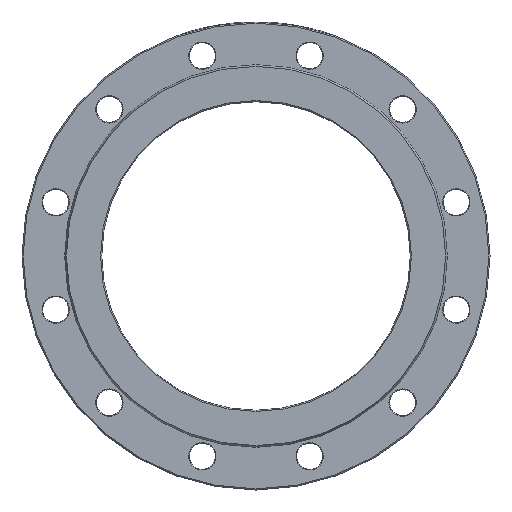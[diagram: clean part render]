
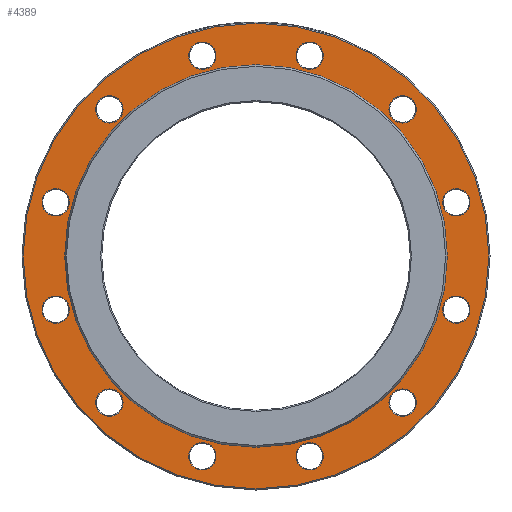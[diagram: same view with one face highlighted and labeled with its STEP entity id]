
A CAD part, left-side view. The second image highlights one B-rep face of the part: STEP entity #4389.
In plain terms, the highlighted planar face has unit normal (-1, 0, 0).
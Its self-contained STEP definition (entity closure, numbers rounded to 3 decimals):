
#1 = CARTESIAN_POINT ( 'NONE',  ( 3., -45.293, 169.037 ) ) ;
#63 = AXIS2_PLACEMENT_3D ( 'NONE', #1400, #4861, #4139 ) ;
#79 = CARTESIAN_POINT ( 'NONE',  ( 3., 123.744, 123.744 ) ) ;
#99 = DIRECTION ( 'NONE',  ( 1., 0., 0. ) ) ;
#140 = CARTESIAN_POINT ( 'NONE',  ( 3., -45.293, -169.037 ) ) ;
#152 = EDGE_LOOP ( 'NONE', ( #319 ) ) ;
#164 = CIRCLE ( 'NONE', #990, 11.5 ) ;
#274 = CIRCLE ( 'NONE', #2428, 11.5 ) ;
#279 = CIRCLE ( 'NONE', #6005, 11.5 ) ;
#309 = CARTESIAN_POINT ( 'NONE',  ( 3., -169.037, 45.293 ) ) ;
#319 = ORIENTED_EDGE ( 'NONE', *, *, #1946, .T. ) ;
#390 = CIRCLE ( 'NONE', #5307, 11.5 ) ;
#400 = FACE_BOUND ( 'NONE', #4177, .T. ) ;
#497 = DIRECTION ( 'NONE',  ( 0., 0.5, -0.866 ) ) ;
#500 = ORIENTED_EDGE ( 'NONE', *, *, #4345, .T. ) ;
#506 = ORIENTED_EDGE ( 'NONE', *, *, #3395, .T. ) ;
#586 = DIRECTION ( 'NONE',  ( 0., 0., -1. ) ) ;
#653 = DIRECTION ( 'NONE',  ( 1., 0., 0. ) ) ;
#681 = DIRECTION ( 'NONE',  ( -1., 0., 0. ) ) ;
#730 = CARTESIAN_POINT ( 'NONE',  ( 3., -174.787, -35.334 ) ) ;
#731 = FACE_BOUND ( 'NONE', #152, .T. ) ;
#762 = PLANE ( 'NONE',  #63 ) ;
#787 = DIRECTION ( 'NONE',  ( 1., 0., 0. ) ) ;
#795 = CARTESIAN_POINT ( 'NONE',  ( 3., -35.334, 174.787 ) ) ;
#822 = ORIENTED_EDGE ( 'NONE', *, *, #5511, .T. ) ;
#946 = FACE_BOUND ( 'NONE', #5037, .T. ) ;
#990 = AXIS2_PLACEMENT_3D ( 'NONE', #5534, #5147, #4545 ) ;
#1055 = DIRECTION ( 'NONE',  ( 1., 0., 0. ) ) ;
#1059 = VERTEX_POINT ( 'NONE', #2567 ) ;
#1098 = AXIS2_PLACEMENT_3D ( 'NONE', #3652, #1258, #5303 ) ;
#1151 = CARTESIAN_POINT ( 'NONE',  ( 3., -123.744, -123.744 ) ) ;
#1174 = EDGE_LOOP ( 'NONE', ( #3189 ) ) ;
#1195 = EDGE_LOOP ( 'NONE', ( #2235 ) ) ;
#1215 = DIRECTION ( 'NONE',  ( 0., 1., 0. ) ) ;
#1258 = DIRECTION ( 'NONE',  ( 1., 0., 0. ) ) ;
#1400 = CARTESIAN_POINT ( 'NONE',  ( 3., 161.463, 0. ) ) ;
#1422 = DIRECTION ( 'NONE',  ( 0., 0., 1. ) ) ;
#1608 = AXIS2_PLACEMENT_3D ( 'NONE', #3383, #3867, #2699 ) ;
#1667 = VERTEX_POINT ( 'NONE', #2050 ) ;
#1699 = VERTEX_POINT ( 'NONE', #730 ) ;
#1730 = CIRCLE ( 'NONE', #5403, 161.463 ) ;
#1733 = CARTESIAN_POINT ( 'NONE',  ( 3., -133.703, -117.994 ) ) ;
#1758 = EDGE_CURVE ( 'NONE', #4110, #4110, #3573, .T. ) ;
#1763 = CARTESIAN_POINT ( 'NONE',  ( 3., 133.703, 117.994 ) ) ;
#1767 = DIRECTION ( 'NONE',  ( 0., -0.866, -0.5 ) ) ;
#1793 = ORIENTED_EDGE ( 'NONE', *, *, #2378, .T. ) ;
#1878 = DIRECTION ( 'NONE',  ( 1., 0., 0. ) ) ;
#1946 = EDGE_CURVE ( 'NONE', #5914, #5914, #2554, .T. ) ;
#1980 = CARTESIAN_POINT ( 'NONE',  ( 3., 45.293, 169.037 ) ) ;
#1991 = EDGE_LOOP ( 'NONE', ( #822 ) ) ;
#2023 = EDGE_CURVE ( 'NONE', #1667, #1667, #2347, .T. ) ;
#2050 = CARTESIAN_POINT ( 'NONE',  ( 3., 56.793, 169.037 ) ) ;
#2121 = AXIS2_PLACEMENT_3D ( 'NONE', #79, #5872, #4547 ) ;
#2179 = FACE_BOUND ( 'NONE', #5268, .T. ) ;
#2180 = CARTESIAN_POINT ( 'NONE',  ( 3., 45.293, -169.037 ) ) ;
#2235 = ORIENTED_EDGE ( 'NONE', *, *, #1758, .T. ) ;
#2246 = VERTEX_POINT ( 'NONE', #1763 ) ;
#2347 = CIRCLE ( 'NONE', #3789, 11.5 ) ;
#2378 = EDGE_CURVE ( 'NONE', #1059, #1059, #390, .T. ) ;
#2428 = AXIS2_PLACEMENT_3D ( 'NONE', #1, #99, #3502 ) ;
#2441 = EDGE_LOOP ( 'NONE', ( #5142 ) ) ;
#2554 = CIRCLE ( 'NONE', #5817, 11.5 ) ;
#2567 = CARTESIAN_POINT ( 'NONE',  ( 3., -56.793, -169.037 ) ) ;
#2697 = VERTEX_POINT ( 'NONE', #4209 ) ;
#2699 = DIRECTION ( 'NONE',  ( 0., -0.5, -0.866 ) ) ;
#2705 = EDGE_LOOP ( 'NONE', ( #4689 ) ) ;
#2783 = EDGE_CURVE ( 'NONE', #5976, #5976, #1730, .T. ) ;
#2835 = EDGE_LOOP ( 'NONE', ( #1793 ) ) ;
#2879 = ORIENTED_EDGE ( 'NONE', *, *, #5598, .T. ) ;
#2911 = ORIENTED_EDGE ( 'NONE', *, *, #5815, .T. ) ;
#2914 = FACE_BOUND ( 'NONE', #1195, .T. ) ;
#2931 = CARTESIAN_POINT ( 'NONE',  ( 3., 0., 0. ) ) ;
#2969 = AXIS2_PLACEMENT_3D ( 'NONE', #2180, #4721, #1767 ) ;
#3025 = CARTESIAN_POINT ( 'NONE',  ( 3., 174.787, 35.334 ) ) ;
#3041 = CARTESIAN_POINT ( 'NONE',  ( 3., 0., 0. ) ) ;
#3055 = CARTESIAN_POINT ( 'NONE',  ( 3., 35.334, -174.787 ) ) ;
#3184 = CARTESIAN_POINT ( 'NONE',  ( 3., 169.037, -56.793 ) ) ;
#3189 = ORIENTED_EDGE ( 'NONE', *, *, #2783, .F. ) ;
#3215 = FACE_BOUND ( 'NONE', #1174, .T. ) ;
#3350 = AXIS2_PLACEMENT_3D ( 'NONE', #4653, #1878, #5160 ) ;
#3383 = CARTESIAN_POINT ( 'NONE',  ( 3., 123.744, -123.744 ) ) ;
#3395 = EDGE_CURVE ( 'NONE', #3620, #3620, #6098, .T. ) ;
#3399 = EDGE_LOOP ( 'NONE', ( #5835 ) ) ;
#3400 = EDGE_LOOP ( 'NONE', ( #506 ) ) ;
#3437 = ORIENTED_EDGE ( 'NONE', *, *, #4311, .T. ) ;
#3502 = DIRECTION ( 'NONE',  ( 0., 0.866, 0.5 ) ) ;
#3573 = CIRCLE ( 'NONE', #2969, 11.5 ) ;
#3620 = VERTEX_POINT ( 'NONE', #3691 ) ;
#3645 = DIRECTION ( 'NONE',  ( 0., 0., 1. ) ) ;
#3651 = VERTEX_POINT ( 'NONE', #1733 ) ;
#3652 = CARTESIAN_POINT ( 'NONE',  ( 3., 169.037, -45.293 ) ) ;
#3691 = CARTESIAN_POINT ( 'NONE',  ( 3., 0., -196.5 ) ) ;
#3722 = FACE_OUTER_BOUND ( 'NONE', #3400, .T. ) ;
#3726 = EDGE_LOOP ( 'NONE', ( #2879 ) ) ;
#3789 = AXIS2_PLACEMENT_3D ( 'NONE', #1980, #4996, #1215 ) ;
#3790 = CARTESIAN_POINT ( 'NONE',  ( 3., -117.994, 133.703 ) ) ;
#3841 = FACE_BOUND ( 'NONE', #1991, .T. ) ;
#3867 = DIRECTION ( 'NONE',  ( 1., 0., 0. ) ) ;
#3949 = DIRECTION ( 'NONE',  ( -1., 0., 0. ) ) ;
#3957 = AXIS2_PLACEMENT_3D ( 'NONE', #3041, #681, #586 ) ;
#3971 = CARTESIAN_POINT ( 'NONE',  ( 3., 169.037, 45.293 ) ) ;
#4103 = DIRECTION ( 'NONE',  ( 1., 0., 0. ) ) ;
#4110 = VERTEX_POINT ( 'NONE', #3055 ) ;
#4139 = DIRECTION ( 'NONE',  ( 0., 0., -1. ) ) ;
#4173 = FACE_BOUND ( 'NONE', #2835, .T. ) ;
#4177 = EDGE_LOOP ( 'NONE', ( #3437 ) ) ;
#4183 = AXIS2_PLACEMENT_3D ( 'NONE', #1151, #653, #5025 ) ;
#4209 = CARTESIAN_POINT ( 'NONE',  ( 3., 117.994, -133.703 ) ) ;
#4211 = FACE_BOUND ( 'NONE', #6114, .T. ) ;
#4311 = EDGE_CURVE ( 'NONE', #2697, #2697, #4582, .T. ) ;
#4345 = EDGE_CURVE ( 'NONE', #4747, #4747, #4378, .T. ) ;
#4351 = EDGE_CURVE ( 'NONE', #4652, #4652, #4684, .T. ) ;
#4378 = CIRCLE ( 'NONE', #1098, 11.5 ) ;
#4389 = ADVANCED_FACE ( 'NONE', ( #731, #3841, #5755, #5642, #5609, #2179, #946, #5782, #4173, #2914, #400, #4211, #3722, #3215 ), #762, .F. ) ;
#4491 = CIRCLE ( 'NONE', #4183, 11.5 ) ;
#4545 = DIRECTION ( 'NONE',  ( 0., -0.5, 0.866 ) ) ;
#4547 = DIRECTION ( 'NONE',  ( 0., 0.866, -0.5 ) ) ;
#4578 = EDGE_CURVE ( 'NONE', #1699, #1699, #164, .T. ) ;
#4582 = CIRCLE ( 'NONE', #1608, 11.5 ) ;
#4622 = VERTEX_POINT ( 'NONE', #795 ) ;
#4652 = VERTEX_POINT ( 'NONE', #3790 ) ;
#4653 = CARTESIAN_POINT ( 'NONE',  ( 3., -123.744, 123.744 ) ) ;
#4684 = CIRCLE ( 'NONE', #3350, 11.5 ) ;
#4689 = ORIENTED_EDGE ( 'NONE', *, *, #2023, .T. ) ;
#4721 = DIRECTION ( 'NONE',  ( 1., 0., 0. ) ) ;
#4747 = VERTEX_POINT ( 'NONE', #3184 ) ;
#4809 = EDGE_CURVE ( 'NONE', #4622, #4622, #274, .T. ) ;
#4861 = DIRECTION ( 'NONE',  ( 1., 0., 0. ) ) ;
#4888 = CIRCLE ( 'NONE', #2121, 11.5 ) ;
#4996 = DIRECTION ( 'NONE',  ( 1., 0., 0. ) ) ;
#5025 = DIRECTION ( 'NONE',  ( 0., -0.866, 0.5 ) ) ;
#5037 = EDGE_LOOP ( 'NONE', ( #6177 ) ) ;
#5142 = ORIENTED_EDGE ( 'NONE', *, *, #4809, .T. ) ;
#5147 = DIRECTION ( 'NONE',  ( 1., 0., 0. ) ) ;
#5160 = DIRECTION ( 'NONE',  ( 0., 0.5, 0.866 ) ) ;
#5268 = EDGE_LOOP ( 'NONE', ( #2911 ) ) ;
#5303 = DIRECTION ( 'NONE',  ( 0., 0., -1. ) ) ;
#5307 = AXIS2_PLACEMENT_3D ( 'NONE', #140, #4103, #6034 ) ;
#5403 = AXIS2_PLACEMENT_3D ( 'NONE', #2931, #3949, #1422 ) ;
#5511 = EDGE_CURVE ( 'NONE', #2246, #2246, #4888, .T. ) ;
#5534 = CARTESIAN_POINT ( 'NONE',  ( 3., -169.037, -45.293 ) ) ;
#5598 = EDGE_CURVE ( 'NONE', #3651, #3651, #4491, .T. ) ;
#5609 = FACE_BOUND ( 'NONE', #3399, .T. ) ;
#5642 = FACE_BOUND ( 'NONE', #2441, .T. ) ;
#5671 = VERTEX_POINT ( 'NONE', #6168 ) ;
#5755 = FACE_BOUND ( 'NONE', #2705, .T. ) ;
#5782 = FACE_BOUND ( 'NONE', #3726, .T. ) ;
#5815 = EDGE_CURVE ( 'NONE', #5671, #5671, #279, .T. ) ;
#5817 = AXIS2_PLACEMENT_3D ( 'NONE', #3971, #1055, #497 ) ;
#5835 = ORIENTED_EDGE ( 'NONE', *, *, #4351, .T. ) ;
#5872 = DIRECTION ( 'NONE',  ( 1., 0., 0. ) ) ;
#5914 = VERTEX_POINT ( 'NONE', #3025 ) ;
#5976 = VERTEX_POINT ( 'NONE', #6041 ) ;
#6005 = AXIS2_PLACEMENT_3D ( 'NONE', #309, #787, #3645 ) ;
#6034 = DIRECTION ( 'NONE',  ( 0., -1., 0. ) ) ;
#6041 = CARTESIAN_POINT ( 'NONE',  ( 3., 0., 161.463 ) ) ;
#6098 = CIRCLE ( 'NONE', #3957, 196.5 ) ;
#6114 = EDGE_LOOP ( 'NONE', ( #500 ) ) ;
#6168 = CARTESIAN_POINT ( 'NONE',  ( 3., -169.037, 56.793 ) ) ;
#6177 = ORIENTED_EDGE ( 'NONE', *, *, #4578, .T. ) ;
